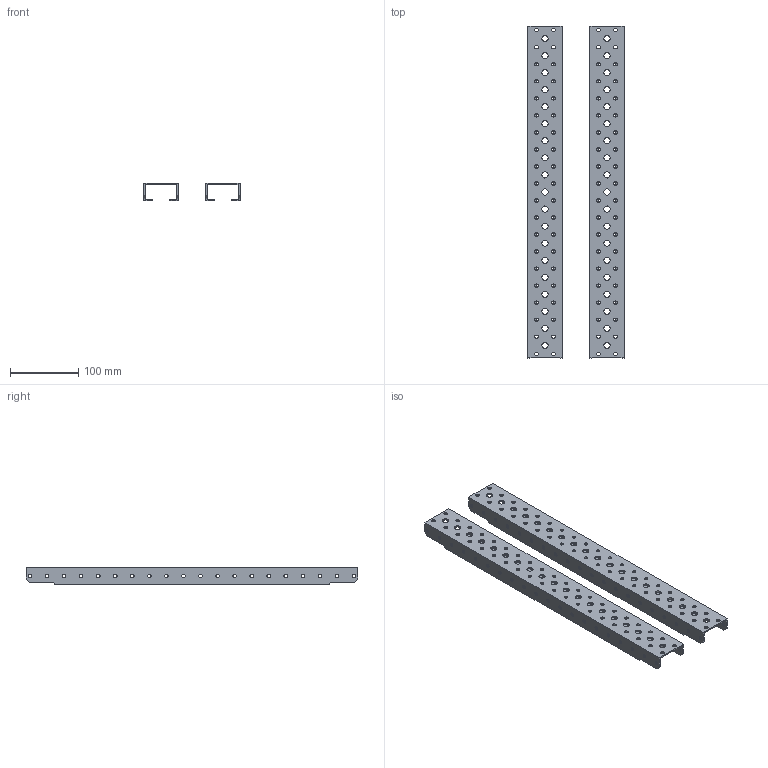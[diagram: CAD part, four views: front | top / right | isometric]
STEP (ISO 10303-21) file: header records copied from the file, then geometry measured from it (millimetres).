
FILE_DESCRIPTION (( 'STEP AP203' ), '1' );
FILE_NAME ('FO-00-PRM-060 FORMAT Ïðîôèëü ìîíòàæíûé 50õ25 â øêàô 600 (2øò_óïàê) IEK.STEP', '2024-07-09T06:41:13', ( '' ), ( '' ), 'SwSTEP 2.0', 'SolidWorks 2022', '' );
FILE_SCHEMA (( 'CONFIG_CONTROL_DESIGN' ));
Length unit declared in the file: millimetre
Products named in the file (1): FO-00-PRM-060 FORMAT Профиль монтажный 50х25 в шкаф 600 (2шт_упак) IEK
Bounding box: 140.97 x 487 x 25 mm (x, y, z)
Volume: 205234.2 mm3; surface area: 217327.8 mm2
Topology: 2 solids, 2 shells, 480 faces, 1428 edges, 952 vertices
Faces by surface type: cylinder 396, plane 76, bspline 8
Entity records: 17875 total; most frequent: CARTESIAN_POINT 3413, DIRECTION 3134, ORIENTED_EDGE 2856, EDGE_CURVE 1428, AXIS2_PLACEMENT_3D 1265, VERTEX_POINT 952, EDGE_LOOP 876, CIRCLE 792
